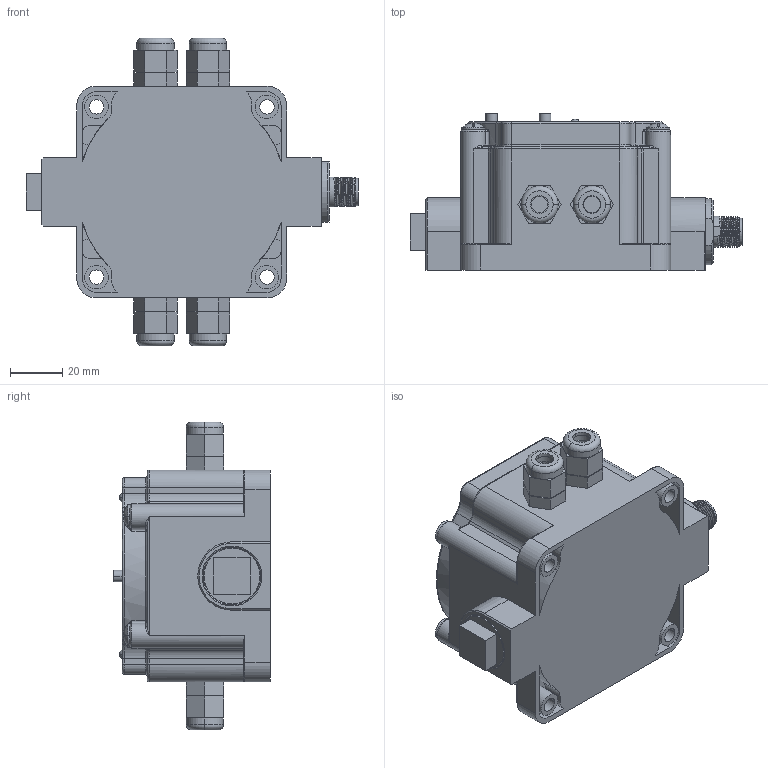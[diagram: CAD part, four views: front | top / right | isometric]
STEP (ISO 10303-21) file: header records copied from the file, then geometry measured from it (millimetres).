
FILE_DESCRIPTION((''),'2;1');
FILE_NAME('139775_SM01_ASM','2022-10-13T11:58:47',('PDMAdmin'),('BANNER ENGINEERING'),'CREO PARAMETRIC BY PTC INC, 2019292','CREO PARAMETRIC BY PTC INC, 2019292','');
FILE_SCHEMA(('CONFIG_CONTROL_DESIGN'));
Products named in the file (2): 139775_EP01; 139775_SM01_ASM
Assembly tree (1 placements, depth 2):
  139775_SM01_ASM
    139775_EP01
Bounding box: 126.71 x 59.79 x 117.43 mm (x, y, z)
Volume: 341952.2 mm3; surface area: 71084.7 mm2
Topology: 1 solids, 3 shells, 926 faces, 2365 edges, 1516 vertices
Faces by surface type: cylinder 333, plane 324, torus 122, bspline 71, cone 48, sphere 24, revolution 4
Entity records: 50959 total; most frequent: CARTESIAN_POINT 28460, DIRECTION 4743, ORIENTED_EDGE 4714, EDGE_CURVE 2357, AXIS2_PLACEMENT_3D 1889, VERTEX_POINT 1516, CIRCLE 1033, EDGE_LOOP 1029
